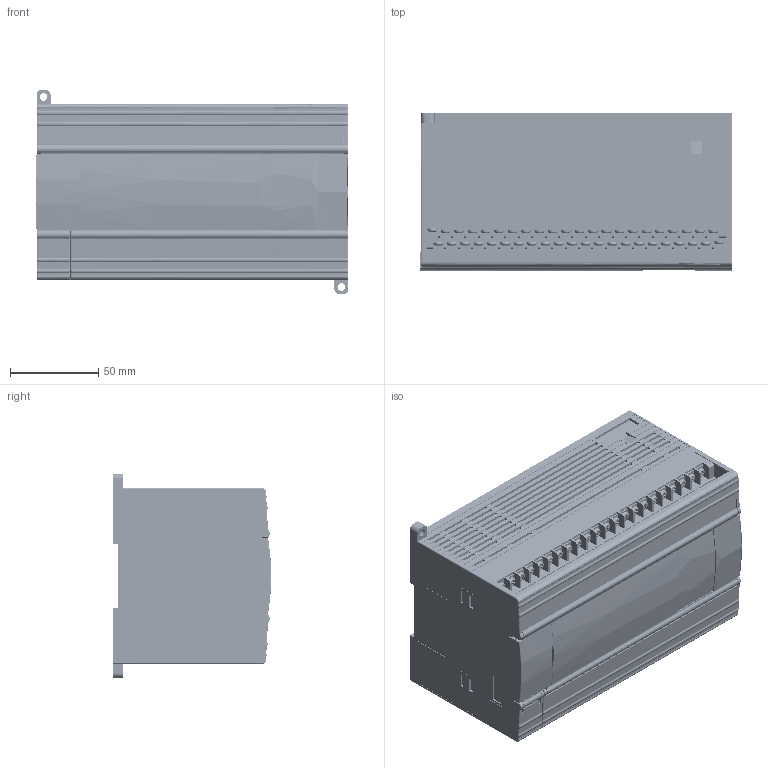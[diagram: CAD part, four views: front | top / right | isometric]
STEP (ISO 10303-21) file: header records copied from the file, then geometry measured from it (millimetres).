
FILE_DESCRIPTION(/* description */ (''),/* implementation_level */ '2;1');
FILE_NAME(/* name */ 'XD5E-6~1',/* time_stamp */ '2022-12-12T13:40:26+08:00',/* author */ (''),/* organization */ (''),/* preprocessor_version */ 'ST-DEVELOPER v16.5',/* originating_system */ '',/* authorisation */ '');
FILE_SCHEMA (('CONFIG_CONTROL_DESIGN'));
Length unit declared in the file: millimetre
Products named in the file (1): Document
Bounding box: 177.63 x 90 x 116 mm (x, y, z)
Surface area: 203657 mm2 (no closed solid volume)
Topology: 0 solids, 157 shells, 8201 faces, 24220 edges, 16505 vertices
Faces by surface type: plane 6238, cylinder 1104, bspline 859
Entity records: 297358 total; most frequent: CARTESIAN_POINT 140346, ORIENTED_EDGE 46382, EDGE_CURVE 24172, B_SPLINE_CURVE_WITH_KNOTS 21081, VERTEX_POINT 16505, EDGE_LOOP 8940, ADVANCED_FACE 8201, FACE_OUTER_BOUND 8201
